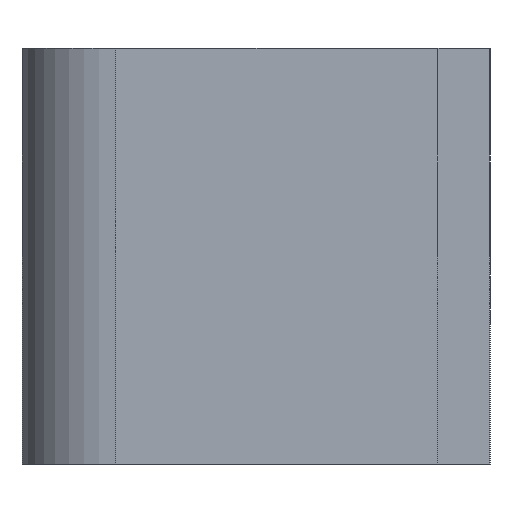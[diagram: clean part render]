
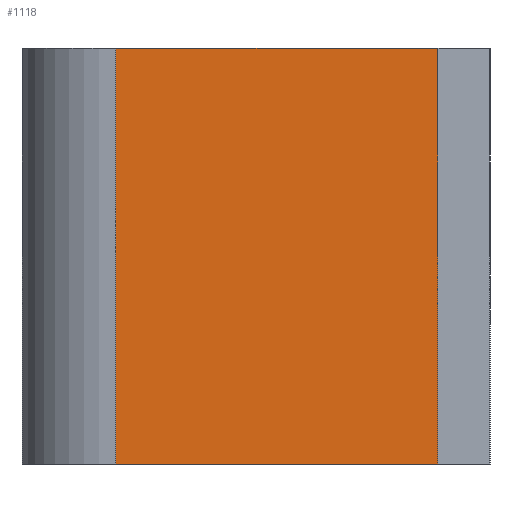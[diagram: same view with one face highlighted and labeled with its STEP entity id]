
A CAD part, left-side view. The second image highlights one B-rep face of the part: STEP entity #1118.
In plain terms, the highlighted planar face has unit normal (-1, 0, 0).
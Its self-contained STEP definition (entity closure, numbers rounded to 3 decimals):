
#26 = DIRECTION ( 'NONE',  ( 0., 1., 0. ) ) ;
#27 = VERTEX_POINT ( 'NONE', #1077 ) ;
#85 = VERTEX_POINT ( 'NONE', #705 ) ;
#114 = LINE ( 'NONE', #755, #1057 ) ;
#130 = EDGE_LOOP ( 'NONE', ( #645, #470, #560, #724, #1126, #154 ) ) ;
#141 = EDGE_CURVE ( 'NONE', #402, #564, #612, .T. ) ;
#154 = ORIENTED_EDGE ( 'NONE', *, *, #415, .T. ) ;
#174 = CARTESIAN_POINT ( 'NONE',  ( -26., 5., 20. ) ) ;
#176 = EDGE_CURVE ( 'NONE', #27, #85, #293, .T. ) ;
#254 = VERTEX_POINT ( 'NONE', #807 ) ;
#290 = VECTOR ( 'NONE', #374, 1000. ) ;
#293 = LINE ( 'NONE', #1034, #290 ) ;
#374 = DIRECTION ( 'NONE',  ( 0., -1., 0. ) ) ;
#402 = VERTEX_POINT ( 'NONE', #955 ) ;
#415 = EDGE_CURVE ( 'NONE', #254, #586, #425, .T. ) ;
#425 = LINE ( 'NONE', #906, #888 ) ;
#452 = VECTOR ( 'NONE', #898, 1000. ) ;
#470 = ORIENTED_EDGE ( 'NONE', *, *, #176, .T. ) ;
#541 = EDGE_CURVE ( 'NONE', #85, #564, #835, .T. ) ;
#560 = ORIENTED_EDGE ( 'NONE', *, *, #541, .T. ) ;
#564 = VERTEX_POINT ( 'NONE', #174 ) ;
#586 = VERTEX_POINT ( 'NONE', #823 ) ;
#610 = DIRECTION ( 'NONE',  ( 0., 0., -1. ) ) ;
#612 = LINE ( 'NONE', #916, #904 ) ;
#645 = ORIENTED_EDGE ( 'NONE', *, *, #729, .T. ) ;
#655 = DIRECTION ( 'NONE',  ( 0., -1., 0. ) ) ;
#676 = CARTESIAN_POINT ( 'NONE',  ( -26., 40., 20. ) ) ;
#692 = DIRECTION ( 'NONE',  ( 0., -1., 0. ) ) ;
#705 = CARTESIAN_POINT ( 'NONE',  ( -26., 5., -20. ) ) ;
#724 = ORIENTED_EDGE ( 'NONE', *, *, #141, .F. ) ;
#729 = EDGE_CURVE ( 'NONE', #586, #27, #114, .T. ) ;
#751 = VECTOR ( 'NONE', #921, 1000. ) ;
#755 = CARTESIAN_POINT ( 'NONE',  ( -26., 40., -20. ) ) ;
#807 = CARTESIAN_POINT ( 'NONE',  ( -26., 36., 20. ) ) ;
#817 = AXIS2_PLACEMENT_3D ( 'NONE', #676, #861, #26 ) ;
#823 = CARTESIAN_POINT ( 'NONE',  ( -26., 36., -20. ) ) ;
#835 = LINE ( 'NONE', #1005, #751 ) ;
#861 = DIRECTION ( 'NONE',  ( 1., 0., 0. ) ) ;
#886 = CARTESIAN_POINT ( 'NONE',  ( -26., 40., 20. ) ) ;
#888 = VECTOR ( 'NONE', #610, 1000. ) ;
#898 = DIRECTION ( 'NONE',  ( 0., -1., 0. ) ) ;
#904 = VECTOR ( 'NONE', #655, 1000. ) ;
#906 = CARTESIAN_POINT ( 'NONE',  ( -26., 36., 20. ) ) ;
#916 = CARTESIAN_POINT ( 'NONE',  ( -26., 40., 20. ) ) ;
#921 = DIRECTION ( 'NONE',  ( 0., 0., 1. ) ) ;
#937 = FACE_OUTER_BOUND ( 'NONE', #130, .T. ) ;
#955 = CARTESIAN_POINT ( 'NONE',  ( -26., 9., 20. ) ) ;
#981 = LINE ( 'NONE', #886, #452 ) ;
#1005 = CARTESIAN_POINT ( 'NONE',  ( -26., 5., 20. ) ) ;
#1034 = CARTESIAN_POINT ( 'NONE',  ( -26., 9., -20. ) ) ;
#1038 = PLANE ( 'NONE',  #817 ) ;
#1057 = VECTOR ( 'NONE', #692, 1000. ) ;
#1077 = CARTESIAN_POINT ( 'NONE',  ( -26., 9., -20. ) ) ;
#1118 = ADVANCED_FACE ( 'NONE', ( #937 ), #1038, .F. ) ;
#1126 = ORIENTED_EDGE ( 'NONE', *, *, #1193, .F. ) ;
#1193 = EDGE_CURVE ( 'NONE', #254, #402, #981, .T. ) ;
